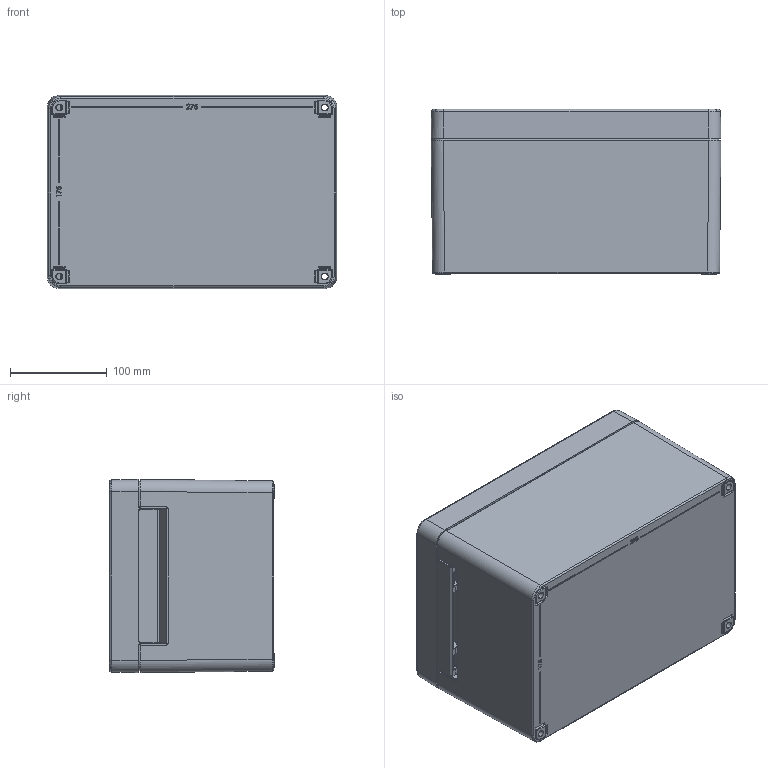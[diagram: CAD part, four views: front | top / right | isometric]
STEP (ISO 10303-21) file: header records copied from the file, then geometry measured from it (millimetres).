
FILE_DESCRIPTION (( 'STEP AP214' ), '1' );
FILE_NAME ('21203000.STEP', '2008-11-11T10:59:27', ( ' ' ), ( '' ), 'SwSTEP 2.0', 'SolidWorks 2008', '' );
FILE_SCHEMA (( 'AUTOMOTIVE_DESIGN' ));
Length unit declared in the file: millimetre
Products named in the file (10): 95031_Standard; 94071_Vorspannung 18 mm; 25300_Standard; 82009_Standard; 86233_Standard; 86234_Standard; 21203000; 26300_Standard; 83010_Standard
Assembly tree (16 placements, depth 3):
  21203000
    26300_Standard
    94071_Vorspannung 18 mm  x2
    83010_Standard  x2
    95031_Standard  x2
    82009_Standard
    25300_Standard
      86233_Standard  x4
      86234_Standard  x2
      25300_Standard
Bounding box: 300.04 x 170.93 x 200 mm (x, y, z)
Volume: 430934.3 mm3; surface area: 619895.7 mm2
Topology: 14 solids, 15 shells, 3277 faces, 7762 edges, 4120 vertices
Faces by surface type: bspline 1297, cylinder 1039, plane 558, sphere 215, cone 96, torus 72
Entity records: 144627 total; most frequent: CARTESIAN_POINT 88258, ORIENTED_EDGE 13486, DIRECTION 9232, EDGE_CURVE 6743, VERTEX_POINT 3785, AXIS2_PLACEMENT_3D 3548, EDGE_LOOP 3126, ADVANCED_FACE 3039
